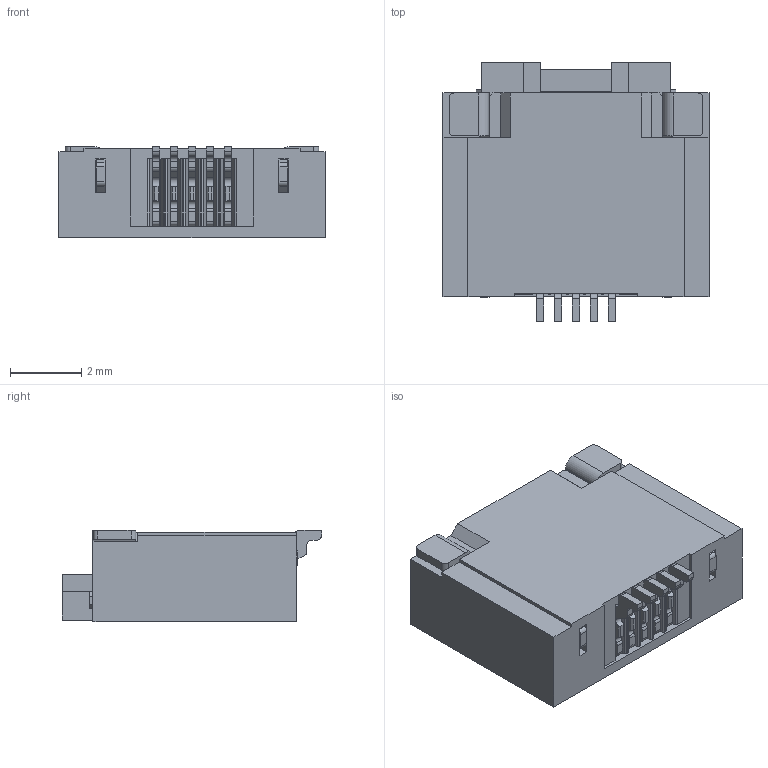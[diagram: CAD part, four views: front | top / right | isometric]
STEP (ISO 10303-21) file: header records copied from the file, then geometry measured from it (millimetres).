
FILE_DESCRIPTION((''),'2;1');
FILE_NAME('FPC05-255H-COVER-5P_ASM','2022-12-19T16:31:10',('Administrator'),(''),'CREO PARAMETRIC BY PTC INC, 2020033','CREO PARAMETRIC BY PTC INC, 2020033','');
FILE_SCHEMA(('CONFIG_CONTROL_DESIGN'));
Length unit declared in the file: millimetre
Products named in the file (1): FPC05-255H-COVER-5P_ASM
Bounding box: 7.45 x 7.25 x 2.55 mm (x, y, z)
Volume: 81.4 mm3; surface area: 397.2 mm2
Topology: 1 solids, 1 shells, 684 faces, 2085 edges, 1360 vertices
Faces by surface type: plane 425, cylinder 237, sphere 10, torus 10, bspline 2
Entity records: 23713 total; most frequent: CARTESIAN_POINT 4639, ORIENTED_EDGE 4170, DIRECTION 3861, EDGE_CURVE 2085, VECTOR 1545, LINE 1545, VERTEX_POINT 1360, AXIS2_PLACEMENT_3D 1158
